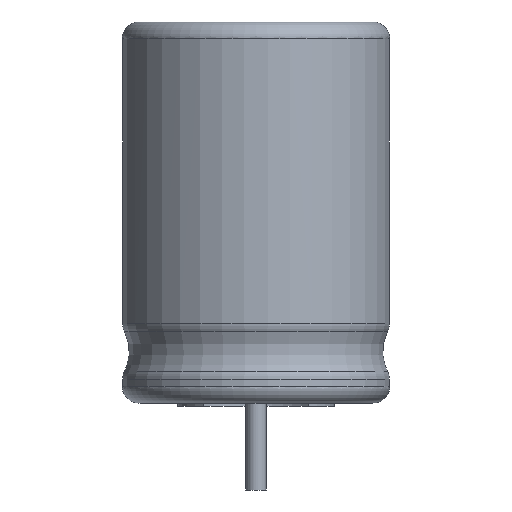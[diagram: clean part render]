
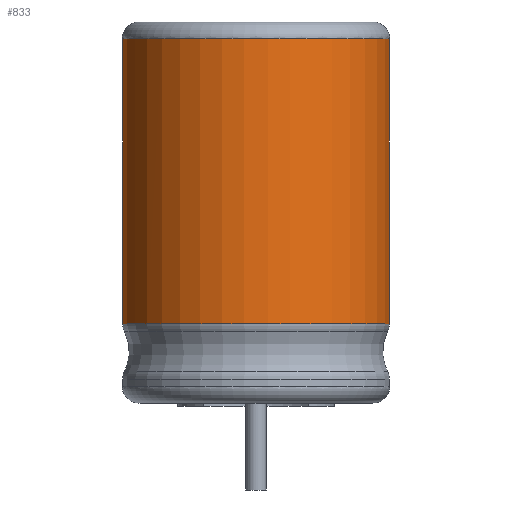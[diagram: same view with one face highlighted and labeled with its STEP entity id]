
A CAD part, left-side view. The second image highlights one B-rep face of the part: STEP entity #833.
In plain terms, the highlighted cylindrical face has radius 4 mm (diameter 8 mm), a partial arc.
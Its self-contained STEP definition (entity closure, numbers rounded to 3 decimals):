
#62=CYLINDRICAL_SURFACE('',#934,4.);
#99=CIRCLE('',#927,4.);
#100=CIRCLE('',#929,4.);
#102=CIRCLE('',#932,4.);
#104=CIRCLE('',#935,4.);
#161=FACE_OUTER_BOUND('',#212,.T.);
#212=EDGE_LOOP('',(#625,#626,#627,#628,#629,#630));
#264=LINE('',#1532,#295);
#265=LINE('',#1535,#296);
#295=VECTOR('',#1137,10.);
#296=VECTOR('',#1140,10.);
#356=VERTEX_POINT('',#1510);
#359=VERTEX_POINT('',#1515);
#360=VERTEX_POINT('',#1519);
#361=VERTEX_POINT('',#1521);
#362=VERTEX_POINT('',#1531);
#363=VERTEX_POINT('',#1533);
#460=EDGE_CURVE('',#361,#360,#99,.T.);
#461=EDGE_CURVE('',#360,#359,#100,.T.);
#463=EDGE_CURVE('',#356,#361,#102,.T.);
#465=EDGE_CURVE('',#362,#356,#264,.T.);
#466=EDGE_CURVE('',#363,#362,#104,.T.);
#467=EDGE_CURVE('',#363,#359,#265,.T.);
#625=ORIENTED_EDGE('',*,*,#461,.F.);
#626=ORIENTED_EDGE('',*,*,#460,.F.);
#627=ORIENTED_EDGE('',*,*,#463,.F.);
#628=ORIENTED_EDGE('',*,*,#465,.F.);
#629=ORIENTED_EDGE('',*,*,#466,.F.);
#630=ORIENTED_EDGE('',*,*,#467,.T.);
#833=ADVANCED_FACE('',(#161),#62,.T.);
#927=AXIS2_PLACEMENT_3D('',#1523,#1121,#1122);
#929=AXIS2_PLACEMENT_3D('',#1525,#1125,#1126);
#932=AXIS2_PLACEMENT_3D('',#1528,#1131,#1132);
#934=AXIS2_PLACEMENT_3D('',#1530,#1135,#1136);
#935=AXIS2_PLACEMENT_3D('',#1534,#1138,#1139);
#1121=DIRECTION('center_axis',(0.,0.,-1.));
#1122=DIRECTION('ref_axis',(-1.,0.,0.));
#1125=DIRECTION('center_axis',(0.,0.,-1.));
#1126=DIRECTION('ref_axis',(0.899,0.438,0.));
#1131=DIRECTION('center_axis',(0.,0.,-1.));
#1132=DIRECTION('ref_axis',(0.899,-0.438,0.));
#1135=DIRECTION('center_axis',(0.,0.,1.));
#1136=DIRECTION('ref_axis',(-1.,0.,0.));
#1137=DIRECTION('',(0.,0.,-1.));
#1138=DIRECTION('center_axis',(0.,0.,1.));
#1139=DIRECTION('ref_axis',(1.,0.,0.));
#1140=DIRECTION('',(0.,0.,-1.));
#1510=CARTESIAN_POINT('',(3.597,-1.75,2.481));
#1515=CARTESIAN_POINT('',(3.597,1.75,2.481));
#1519=CARTESIAN_POINT('',(3.585,1.774,2.481));
#1521=CARTESIAN_POINT('',(3.585,-1.774,2.481));
#1523=CARTESIAN_POINT('Origin',(0.,0.,2.481));
#1525=CARTESIAN_POINT('Origin',(0.,0.,2.481));
#1528=CARTESIAN_POINT('Origin',(0.,0.,2.481));
#1530=CARTESIAN_POINT('Origin',(0.,0.,6.675));
#1531=CARTESIAN_POINT('',(3.597,-1.75,11.));
#1532=CARTESIAN_POINT('',(3.597,-1.75,6.675));
#1533=CARTESIAN_POINT('',(3.597,1.75,11.));
#1534=CARTESIAN_POINT('Origin',(0.,0.,11.));
#1535=CARTESIAN_POINT('',(3.597,1.75,6.675));
